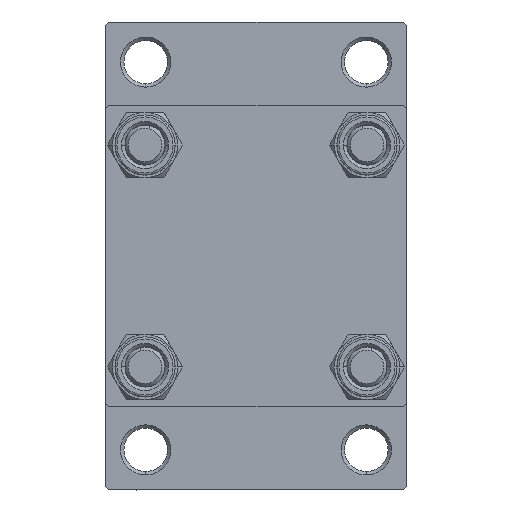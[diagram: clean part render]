
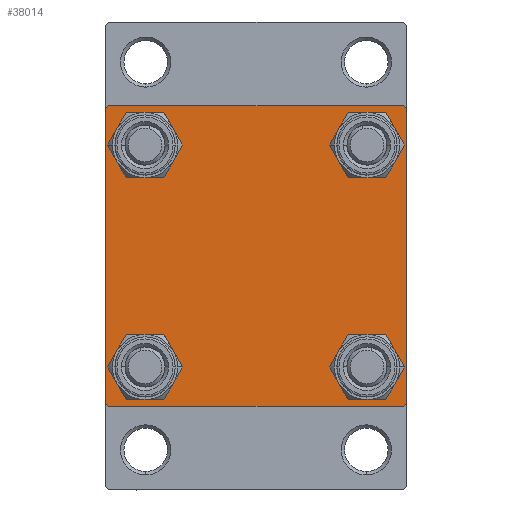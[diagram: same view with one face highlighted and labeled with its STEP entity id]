
A CAD part, left-side view. The second image highlights one B-rep face of the part: STEP entity #38014.
In plain terms, the highlighted planar face has unit normal (-1, 0, 0).
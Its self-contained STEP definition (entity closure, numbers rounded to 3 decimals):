
#155 = VERTEX_POINT ( 'NONE', #43276 ) ;
#768 = LINE ( 'NONE', #30002, #38505 ) ;
#885 = VECTOR ( 'NONE', #14601, 1000. ) ;
#977 = CARTESIAN_POINT ( 'NONE',  ( 0., 22.5, -22. ) ) ;
#1814 = FACE_BOUND ( 'NONE', #30144, .T. ) ;
#1870 = DIRECTION ( 'NONE',  ( 0., 0., 1. ) ) ;
#2529 = ORIENTED_EDGE ( 'NONE', *, *, #8985, .T. ) ;
#2819 = DIRECTION ( 'NONE',  ( 1., 0., 0. ) ) ;
#3686 = ORIENTED_EDGE ( 'NONE', *, *, #36676, .F. ) ;
#4126 = VERTEX_POINT ( 'NONE', #45505 ) ;
#4137 = CARTESIAN_POINT ( 'NONE',  ( 0., 16.6, -16.6 ) ) ;
#4534 = EDGE_CURVE ( 'NONE', #39434, #27898, #16646, .T. ) ;
#4562 = VERTEX_POINT ( 'NONE', #30273 ) ;
#4674 = CIRCLE ( 'NONE', #8507, 3.5 ) ;
#4709 = CIRCLE ( 'NONE', #27680, 3.5 ) ;
#4710 = EDGE_LOOP ( 'NONE', ( #2529, #21588, #31069, #27291, #5806, #35686, #3686, #21951 ) ) ;
#4812 = ORIENTED_EDGE ( 'NONE', *, *, #15394, .T. ) ;
#5210 = DIRECTION ( 'NONE',  ( 0., -1., 0. ) ) ;
#5587 = DIRECTION ( 'NONE',  ( 1., 0., 0. ) ) ;
#5806 = ORIENTED_EDGE ( 'NONE', *, *, #24448, .F. ) ;
#6028 = VECTOR ( 'NONE', #47201, 1000. ) ;
#6031 = DIRECTION ( 'NONE',  ( 1., 0., 0. ) ) ;
#6380 = ORIENTED_EDGE ( 'NONE', *, *, #8715, .T. ) ;
#7571 = VERTEX_POINT ( 'NONE', #39859 ) ;
#7724 = DIRECTION ( 'NONE',  ( 0., 0., 1. ) ) ;
#8507 = AXIS2_PLACEMENT_3D ( 'NONE', #17519, #6031, #31685 ) ;
#8561 = ORIENTED_EDGE ( 'NONE', *, *, #15062, .T. ) ;
#8715 = EDGE_CURVE ( 'NONE', #4126, #21606, #44182, .T. ) ;
#8718 = LINE ( 'NONE', #34105, #23338 ) ;
#8781 = VECTOR ( 'NONE', #18933, 1000. ) ;
#8985 = EDGE_CURVE ( 'NONE', #31007, #27056, #40049, .T. ) ;
#9447 = DIRECTION ( 'NONE',  ( 1., 0., 0. ) ) ;
#10652 = DIRECTION ( 'NONE',  ( 1., 0., 0. ) ) ;
#11659 = CARTESIAN_POINT ( 'NONE',  ( 0., -16.6, -13.1 ) ) ;
#11803 = CIRCLE ( 'NONE', #38580, 3.5 ) ;
#12074 = CARTESIAN_POINT ( 'NONE',  ( 0., 16.6, 20.1 ) ) ;
#12863 = DIRECTION ( 'NONE',  ( 1., 0., 0. ) ) ;
#13759 = DIRECTION ( 'NONE',  ( 0., 0., 1. ) ) ;
#14601 = DIRECTION ( 'NONE',  ( 0., -1., 0. ) ) ;
#14766 = AXIS2_PLACEMENT_3D ( 'NONE', #19418, #16524, #15807 ) ;
#15062 = EDGE_CURVE ( 'NONE', #47033, #4562, #33709, .T. ) ;
#15192 = CARTESIAN_POINT ( 'NONE',  ( 0., 22.5, 22. ) ) ;
#15320 = CARTESIAN_POINT ( 'NONE',  ( 0., 16.6, 13.1 ) ) ;
#15394 = EDGE_CURVE ( 'NONE', #27898, #39434, #4674, .T. ) ;
#15541 = CARTESIAN_POINT ( 'NONE',  ( 0., -22., 22.5 ) ) ;
#15567 = CARTESIAN_POINT ( 'NONE',  ( 0., 22.25, -22.25 ) ) ;
#15807 = DIRECTION ( 'NONE',  ( 0., 0., 1. ) ) ;
#16162 = FACE_OUTER_BOUND ( 'NONE', #4710, .T. ) ;
#16246 = CIRCLE ( 'NONE', #14766, 3.5 ) ;
#16362 = DIRECTION ( 'NONE',  ( 0., 0.707, 0.707 ) ) ;
#16514 = EDGE_CURVE ( 'NONE', #7571, #40755, #4709, .T. ) ;
#16524 = DIRECTION ( 'NONE',  ( 1., 0., 0. ) ) ;
#16646 = CIRCLE ( 'NONE', #22766, 3.5 ) ;
#16884 = FACE_BOUND ( 'NONE', #31520, .T. ) ;
#17144 = EDGE_CURVE ( 'NONE', #23278, #41720, #18200, .T. ) ;
#17495 = DIRECTION ( 'NONE',  ( 0., -0.707, 0.707 ) ) ;
#17519 = CARTESIAN_POINT ( 'NONE',  ( 0., 16.6, 16.6 ) ) ;
#18200 = LINE ( 'NONE', #23289, #885 ) ;
#18252 = CARTESIAN_POINT ( 'NONE',  ( 0., 22., -22.5 ) ) ;
#18832 = ORIENTED_EDGE ( 'NONE', *, *, #23367, .T. ) ;
#18933 = DIRECTION ( 'NONE',  ( 0., -0.707, -0.707 ) ) ;
#19171 = AXIS2_PLACEMENT_3D ( 'NONE', #39148, #9447, #46788 ) ;
#19418 = CARTESIAN_POINT ( 'NONE',  ( 0., 16.6, -16.6 ) ) ;
#19906 = ORIENTED_EDGE ( 'NONE', *, *, #4534, .T. ) ;
#20193 = DIRECTION ( 'NONE',  ( 0., 0., 1. ) ) ;
#20620 = EDGE_LOOP ( 'NONE', ( #34036, #31509 ) ) ;
#20786 = ORIENTED_EDGE ( 'NONE', *, *, #26033, .T. ) ;
#21588 = ORIENTED_EDGE ( 'NONE', *, *, #27062, .T. ) ;
#21606 = VERTEX_POINT ( 'NONE', #28269 ) ;
#21951 = ORIENTED_EDGE ( 'NONE', *, *, #40247, .T. ) ;
#22766 = AXIS2_PLACEMENT_3D ( 'NONE', #37930, #5587, #20193 ) ;
#22932 = LINE ( 'NONE', #36625, #42033 ) ;
#22980 = AXIS2_PLACEMENT_3D ( 'NONE', #46102, #23598, #27224 ) ;
#23130 = FACE_BOUND ( 'NONE', #20620, .T. ) ;
#23278 = VERTEX_POINT ( 'NONE', #18252 ) ;
#23289 = CARTESIAN_POINT ( 'NONE',  ( 0., 22.5, -22.5 ) ) ;
#23338 = VECTOR ( 'NONE', #16362, 1000. ) ;
#23367 = EDGE_CURVE ( 'NONE', #21606, #4126, #16246, .T. ) ;
#23370 = FACE_BOUND ( 'NONE', #41147, .T. ) ;
#23547 = AXIS2_PLACEMENT_3D ( 'NONE', #4137, #37909, #7724 ) ;
#23598 = DIRECTION ( 'NONE',  ( -1., 0., 0. ) ) ;
#24433 = LINE ( 'NONE', #24685, #34526 ) ;
#24448 = EDGE_CURVE ( 'NONE', #28830, #155, #768, .T. ) ;
#24685 = CARTESIAN_POINT ( 'NONE',  ( 0., 22.25, 22.25 ) ) ;
#25719 = CARTESIAN_POINT ( 'NONE',  ( 0., -16.6, -16.6 ) ) ;
#26033 = EDGE_CURVE ( 'NONE', #4562, #47033, #11803, .T. ) ;
#26381 = LINE ( 'NONE', #15567, #8781 ) ;
#27056 = VERTEX_POINT ( 'NONE', #977 ) ;
#27062 = EDGE_CURVE ( 'NONE', #27056, #23278, #26381, .T. ) ;
#27224 = DIRECTION ( 'NONE',  ( 0., 0., 1. ) ) ;
#27291 = ORIENTED_EDGE ( 'NONE', *, *, #37807, .T. ) ;
#27680 = AXIS2_PLACEMENT_3D ( 'NONE', #34693, #2819, #1870 ) ;
#27868 = EDGE_CURVE ( 'NONE', #28830, #29339, #8718, .T. ) ;
#27898 = VERTEX_POINT ( 'NONE', #12074 ) ;
#28269 = CARTESIAN_POINT ( 'NONE',  ( 0., 16.6, -13.1 ) ) ;
#28536 = DIRECTION ( 'NONE',  ( 0., 0.707, -0.707 ) ) ;
#28830 = VERTEX_POINT ( 'NONE', #45637 ) ;
#29339 = VERTEX_POINT ( 'NONE', #15541 ) ;
#30002 = CARTESIAN_POINT ( 'NONE',  ( 0., -22.5, 22.5 ) ) ;
#30144 = EDGE_LOOP ( 'NONE', ( #4812, #19906 ) ) ;
#30273 = CARTESIAN_POINT ( 'NONE',  ( 0., -16.6, 13.1 ) ) ;
#30734 = CARTESIAN_POINT ( 'NONE',  ( 0., -22., -22.5 ) ) ;
#31007 = VERTEX_POINT ( 'NONE', #15192 ) ;
#31069 = ORIENTED_EDGE ( 'NONE', *, *, #17144, .T. ) ;
#31170 = CARTESIAN_POINT ( 'NONE',  ( 0., -22.25, -22.25 ) ) ;
#31509 = ORIENTED_EDGE ( 'NONE', *, *, #16514, .T. ) ;
#31520 = EDGE_LOOP ( 'NONE', ( #18832, #6380 ) ) ;
#31685 = DIRECTION ( 'NONE',  ( 0., 0., 1. ) ) ;
#32635 = CARTESIAN_POINT ( 'NONE',  ( 0., 22.5, 22.5 ) ) ;
#32746 = EDGE_CURVE ( 'NONE', #40755, #7571, #47262, .T. ) ;
#33709 = CIRCLE ( 'NONE', #19171, 3.5 ) ;
#34036 = ORIENTED_EDGE ( 'NONE', *, *, #32746, .T. ) ;
#34105 = CARTESIAN_POINT ( 'NONE',  ( 0., -22.25, 22.25 ) ) ;
#34457 = CARTESIAN_POINT ( 'NONE',  ( 0., -16.6, 20.1 ) ) ;
#34526 = VECTOR ( 'NONE', #28536, 1000. ) ;
#34693 = CARTESIAN_POINT ( 'NONE',  ( 0., -16.6, -16.6 ) ) ;
#34989 = LINE ( 'NONE', #31170, #43636 ) ;
#35388 = CARTESIAN_POINT ( 'NONE',  ( 0., -16.6, 16.6 ) ) ;
#35686 = ORIENTED_EDGE ( 'NONE', *, *, #27868, .T. ) ;
#36625 = CARTESIAN_POINT ( 'NONE',  ( 0., 22.5, 22.5 ) ) ;
#36676 = EDGE_CURVE ( 'NONE', #40305, #29339, #22932, .T. ) ;
#37807 = EDGE_CURVE ( 'NONE', #41720, #155, #34989, .T. ) ;
#37909 = DIRECTION ( 'NONE',  ( 1., 0., 0. ) ) ;
#37930 = CARTESIAN_POINT ( 'NONE',  ( 0., 16.6, 16.6 ) ) ;
#38014 = ADVANCED_FACE ( 'NONE', ( #23370, #23130, #16884, #1814, #16162 ), #38704, .T. ) ;
#38344 = CARTESIAN_POINT ( 'NONE',  ( 0., 22., 22.5 ) ) ;
#38504 = DIRECTION ( 'NONE',  ( 0., 0., 1. ) ) ;
#38505 = VECTOR ( 'NONE', #44588, 1000. ) ;
#38580 = AXIS2_PLACEMENT_3D ( 'NONE', #35388, #12863, #38504 ) ;
#38704 = PLANE ( 'NONE',  #22980 ) ;
#39148 = CARTESIAN_POINT ( 'NONE',  ( 0., -16.6, 16.6 ) ) ;
#39434 = VERTEX_POINT ( 'NONE', #15320 ) ;
#39859 = CARTESIAN_POINT ( 'NONE',  ( 0., -16.6, -20.1 ) ) ;
#40049 = LINE ( 'NONE', #32635, #6028 ) ;
#40247 = EDGE_CURVE ( 'NONE', #40305, #31007, #24433, .T. ) ;
#40305 = VERTEX_POINT ( 'NONE', #38344 ) ;
#40755 = VERTEX_POINT ( 'NONE', #11659 ) ;
#41147 = EDGE_LOOP ( 'NONE', ( #8561, #20786 ) ) ;
#41720 = VERTEX_POINT ( 'NONE', #30734 ) ;
#42033 = VECTOR ( 'NONE', #5210, 1000. ) ;
#43276 = CARTESIAN_POINT ( 'NONE',  ( 0., -22.5, -22. ) ) ;
#43636 = VECTOR ( 'NONE', #17495, 1000. ) ;
#44182 = CIRCLE ( 'NONE', #23547, 3.5 ) ;
#44588 = DIRECTION ( 'NONE',  ( 0., 0., -1. ) ) ;
#45505 = CARTESIAN_POINT ( 'NONE',  ( 0., 16.6, -20.1 ) ) ;
#45637 = CARTESIAN_POINT ( 'NONE',  ( 0., -22.5, 22. ) ) ;
#46102 = CARTESIAN_POINT ( 'NONE',  ( 0., 0., 0. ) ) ;
#46513 = AXIS2_PLACEMENT_3D ( 'NONE', #25719, #10652, #13759 ) ;
#46788 = DIRECTION ( 'NONE',  ( 0., 0., 1. ) ) ;
#47033 = VERTEX_POINT ( 'NONE', #34457 ) ;
#47201 = DIRECTION ( 'NONE',  ( 0., 0., -1. ) ) ;
#47262 = CIRCLE ( 'NONE', #46513, 3.5 ) ;
